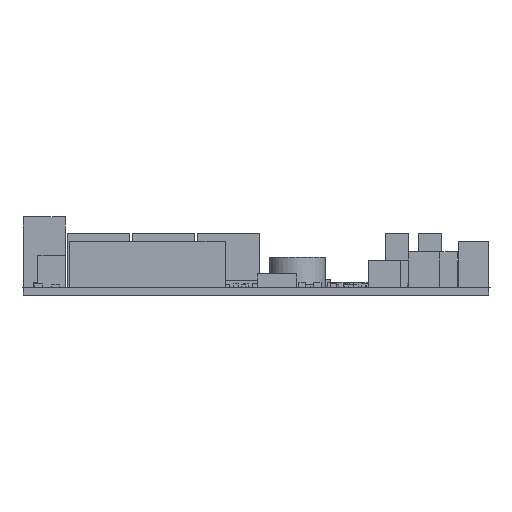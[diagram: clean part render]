
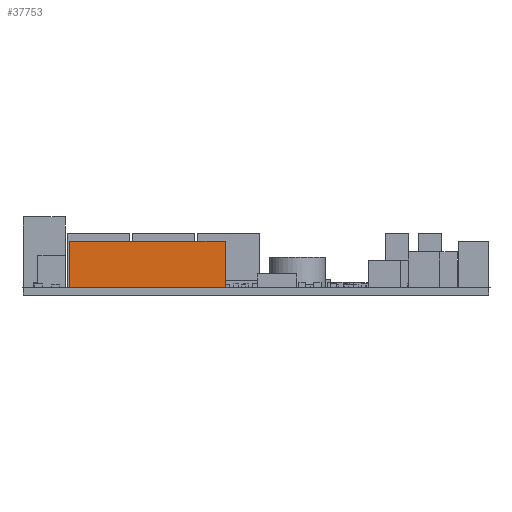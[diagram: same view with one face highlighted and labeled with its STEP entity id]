
A CAD part, left-side view. The second image highlights one B-rep face of the part: STEP entity #37753.
In plain terms, the highlighted planar face has unit normal (-1, 0, 0).
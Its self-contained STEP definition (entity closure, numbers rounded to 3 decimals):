
#37753 = ADVANCED_FACE('',(#37754),#37768,.T.);
#37754 = FACE_BOUND('',#37755,.T.);
#37755 = EDGE_LOOP('',(#37756,#37791,#37819,#37847));
#37756 = ORIENTED_EDGE('',*,*,#37757,.T.);
#37757 = EDGE_CURVE('',#37758,#37760,#37762,.T.);
#37758 = VERTEX_POINT('',#37759);
#37759 = CARTESIAN_POINT('',(-4.25,-16.75,0.));
#37760 = VERTEX_POINT('',#37761);
#37761 = CARTESIAN_POINT('',(-4.25,-16.75,10.));
#37762 = SURFACE_CURVE('',#37763,(#37767,#37779),.PCURVE_S1.);
#37763 = LINE('',#37764,#37765);
#37764 = CARTESIAN_POINT('',(-4.25,-16.75,0.));
#37765 = VECTOR('',#37766,1.);
#37766 = DIRECTION('',(0.,0.,1.));
#37767 = PCURVE('',#37768,#37773);
#37768 = PLANE('',#37769);
#37769 = AXIS2_PLACEMENT_3D('',#37770,#37771,#37772);
#37770 = CARTESIAN_POINT('',(-4.25,-16.75,0.));
#37771 = DIRECTION('',(-1.,0.,0.));
#37772 = DIRECTION('',(0.,1.,0.));
#37773 = DEFINITIONAL_REPRESENTATION('',(#37774),#37778);
#37774 = LINE('',#37775,#37776);
#37775 = CARTESIAN_POINT('',(0.,0.));
#37776 = VECTOR('',#37777,1.);
#37777 = DIRECTION('',(0.,-1.));
#37778 = ( GEOMETRIC_REPRESENTATION_CONTEXT(2) 
PARAMETRIC_REPRESENTATION_CONTEXT() REPRESENTATION_CONTEXT('2D SPACE',''
  ) );
#37779 = PCURVE('',#37780,#37785);
#37780 = PLANE('',#37781);
#37781 = AXIS2_PLACEMENT_3D('',#37782,#37783,#37784);
#37782 = CARTESIAN_POINT('',(4.25,-16.75,0.));
#37783 = DIRECTION('',(0.,-1.,0.));
#37784 = DIRECTION('',(-1.,0.,0.));
#37785 = DEFINITIONAL_REPRESENTATION('',(#37786),#37790);
#37786 = LINE('',#37787,#37788);
#37787 = CARTESIAN_POINT('',(8.5,0.));
#37788 = VECTOR('',#37789,1.);
#37789 = DIRECTION('',(0.,-1.));
#37790 = ( GEOMETRIC_REPRESENTATION_CONTEXT(2) 
PARAMETRIC_REPRESENTATION_CONTEXT() REPRESENTATION_CONTEXT('2D SPACE',''
  ) );
#37791 = ORIENTED_EDGE('',*,*,#37792,.T.);
#37792 = EDGE_CURVE('',#37760,#37793,#37795,.T.);
#37793 = VERTEX_POINT('',#37794);
#37794 = CARTESIAN_POINT('',(-4.25,16.75,10.));
#37795 = SURFACE_CURVE('',#37796,(#37800,#37807),.PCURVE_S1.);
#37796 = LINE('',#37797,#37798);
#37797 = CARTESIAN_POINT('',(-4.25,-16.75,10.));
#37798 = VECTOR('',#37799,1.);
#37799 = DIRECTION('',(0.,1.,0.));
#37800 = PCURVE('',#37768,#37801);
#37801 = DEFINITIONAL_REPRESENTATION('',(#37802),#37806);
#37802 = LINE('',#37803,#37804);
#37803 = CARTESIAN_POINT('',(0.,-10.));
#37804 = VECTOR('',#37805,1.);
#37805 = DIRECTION('',(1.,0.));
#37806 = ( GEOMETRIC_REPRESENTATION_CONTEXT(2) 
PARAMETRIC_REPRESENTATION_CONTEXT() REPRESENTATION_CONTEXT('2D SPACE',''
  ) );
#37807 = PCURVE('',#37808,#37813);
#37808 = PLANE('',#37809);
#37809 = AXIS2_PLACEMENT_3D('',#37810,#37811,#37812);
#37810 = CARTESIAN_POINT('',(-4.25,-16.75,10.));
#37811 = DIRECTION('',(0.,0.,1.));
#37812 = DIRECTION('',(1.,0.,0.));
#37813 = DEFINITIONAL_REPRESENTATION('',(#37814),#37818);
#37814 = LINE('',#37815,#37816);
#37815 = CARTESIAN_POINT('',(0.,0.));
#37816 = VECTOR('',#37817,1.);
#37817 = DIRECTION('',(0.,1.));
#37818 = ( GEOMETRIC_REPRESENTATION_CONTEXT(2) 
PARAMETRIC_REPRESENTATION_CONTEXT() REPRESENTATION_CONTEXT('2D SPACE',''
  ) );
#37819 = ORIENTED_EDGE('',*,*,#37820,.F.);
#37820 = EDGE_CURVE('',#37821,#37793,#37823,.T.);
#37821 = VERTEX_POINT('',#37822);
#37822 = CARTESIAN_POINT('',(-4.25,16.75,0.));
#37823 = SURFACE_CURVE('',#37824,(#37828,#37835),.PCURVE_S1.);
#37824 = LINE('',#37825,#37826);
#37825 = CARTESIAN_POINT('',(-4.25,16.75,0.));
#37826 = VECTOR('',#37827,1.);
#37827 = DIRECTION('',(0.,0.,1.));
#37828 = PCURVE('',#37768,#37829);
#37829 = DEFINITIONAL_REPRESENTATION('',(#37830),#37834);
#37830 = LINE('',#37831,#37832);
#37831 = CARTESIAN_POINT('',(33.5,0.));
#37832 = VECTOR('',#37833,1.);
#37833 = DIRECTION('',(0.,-1.));
#37834 = ( GEOMETRIC_REPRESENTATION_CONTEXT(2) 
PARAMETRIC_REPRESENTATION_CONTEXT() REPRESENTATION_CONTEXT('2D SPACE',''
  ) );
#37835 = PCURVE('',#37836,#37841);
#37836 = PLANE('',#37837);
#37837 = AXIS2_PLACEMENT_3D('',#37838,#37839,#37840);
#37838 = CARTESIAN_POINT('',(-4.25,16.75,0.));
#37839 = DIRECTION('',(0.,1.,0.));
#37840 = DIRECTION('',(1.,0.,0.));
#37841 = DEFINITIONAL_REPRESENTATION('',(#37842),#37846);
#37842 = LINE('',#37843,#37844);
#37843 = CARTESIAN_POINT('',(0.,0.));
#37844 = VECTOR('',#37845,1.);
#37845 = DIRECTION('',(0.,-1.));
#37846 = ( GEOMETRIC_REPRESENTATION_CONTEXT(2) 
PARAMETRIC_REPRESENTATION_CONTEXT() REPRESENTATION_CONTEXT('2D SPACE',''
  ) );
#37847 = ORIENTED_EDGE('',*,*,#37848,.F.);
#37848 = EDGE_CURVE('',#37758,#37821,#37849,.T.);
#37849 = SURFACE_CURVE('',#37850,(#37854,#37861),.PCURVE_S1.);
#37850 = LINE('',#37851,#37852);
#37851 = CARTESIAN_POINT('',(-4.25,-16.75,0.));
#37852 = VECTOR('',#37853,1.);
#37853 = DIRECTION('',(0.,1.,0.));
#37854 = PCURVE('',#37768,#37855);
#37855 = DEFINITIONAL_REPRESENTATION('',(#37856),#37860);
#37856 = LINE('',#37857,#37858);
#37857 = CARTESIAN_POINT('',(0.,0.));
#37858 = VECTOR('',#37859,1.);
#37859 = DIRECTION('',(1.,0.));
#37860 = ( GEOMETRIC_REPRESENTATION_CONTEXT(2) 
PARAMETRIC_REPRESENTATION_CONTEXT() REPRESENTATION_CONTEXT('2D SPACE',''
  ) );
#37861 = PCURVE('',#37862,#37867);
#37862 = PLANE('',#37863);
#37863 = AXIS2_PLACEMENT_3D('',#37864,#37865,#37866);
#37864 = CARTESIAN_POINT('',(-4.25,-16.75,0.));
#37865 = DIRECTION('',(0.,0.,1.));
#37866 = DIRECTION('',(1.,0.,0.));
#37867 = DEFINITIONAL_REPRESENTATION('',(#37868),#37872);
#37868 = LINE('',#37869,#37870);
#37869 = CARTESIAN_POINT('',(0.,0.));
#37870 = VECTOR('',#37871,1.);
#37871 = DIRECTION('',(0.,1.));
#37872 = ( GEOMETRIC_REPRESENTATION_CONTEXT(2) 
PARAMETRIC_REPRESENTATION_CONTEXT() REPRESENTATION_CONTEXT('2D SPACE',''
  ) );
